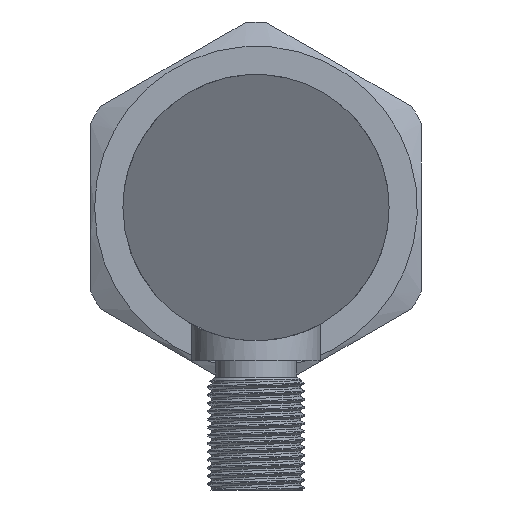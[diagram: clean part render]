
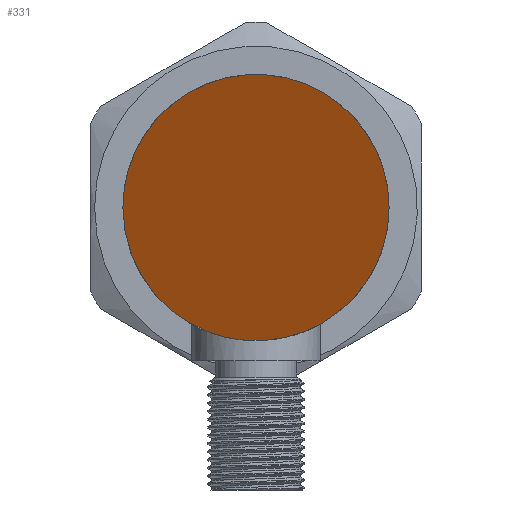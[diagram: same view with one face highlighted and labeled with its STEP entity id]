
A CAD part, left-side view. The second image highlights one B-rep face of the part: STEP entity #331.
In plain terms, the highlighted planar face has unit normal (-0.878, 0, -0.479).
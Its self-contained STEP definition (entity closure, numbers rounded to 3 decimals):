
#94=ELLIPSE('',#1283,18.798,16.497);
#116=LINE('',#2943,#135);
#135=VECTOR('',#1555,1.);
#222=FACE_OUTER_BOUND('',#589,.T.);
#331=ADVANCED_FACE('',(#222),#374,.T.);
#374=PLANE('',#1284);
#589=EDGE_LOOP('',(#812,#813));
#812=ORIENTED_EDGE('',*,*,#1072,.T.);
#813=ORIENTED_EDGE('',*,*,#1071,.F.);
#949=VERTEX_POINT('',#2941);
#950=VERTEX_POINT('',#2942);
#1071=EDGE_CURVE('',#950,#949,#116,.T.);
#1072=EDGE_CURVE('',#950,#949,#94,.T.);
#1283=AXIS2_PLACEMENT_3D('',#2945,#1558,#1559);
#1284=AXIS2_PLACEMENT_3D('',#2946,#1560,#1561);
#1555=DIRECTION('',(0.,1.,0.));
#1558=DIRECTION('',(-0.878,0.,-0.479));
#1559=DIRECTION('',(0.479,0.,-0.878));
#1560=DIRECTION('',(-0.878,0.,-0.479));
#1561=DIRECTION('',(0.479,0.,-0.878));
#2941=CARTESIAN_POINT('',(-53.,24.926,-40.127));
#2942=CARTESIAN_POINT('',(-53.,22.574,-40.127));
#2943=CARTESIAN_POINT('',(-53.,106.75,-40.127));
#2945=CARTESIAN_POINT('',(-61.989,23.75,-23.671));
#2946=CARTESIAN_POINT('',(-71.,106.75,-7.174));
